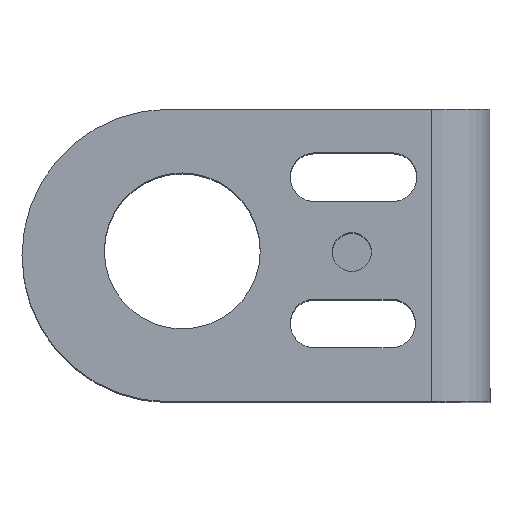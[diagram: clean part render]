
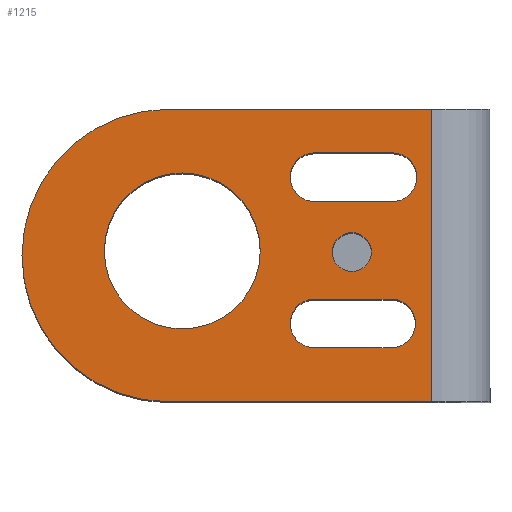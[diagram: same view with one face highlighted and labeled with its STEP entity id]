
A CAD part, top view. The second image highlights one B-rep face of the part: STEP entity #1215.
In plain terms, the highlighted face is planar.
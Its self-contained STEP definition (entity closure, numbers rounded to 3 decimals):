
#30=FACE_BOUND('',#220,.T.);
#31=FACE_BOUND('',#221,.T.);
#32=FACE_BOUND('',#222,.T.);
#33=FACE_BOUND('',#223,.T.);
#80=PLANE('',#1356);
#144=FACE_OUTER_BOUND('',#219,.T.);
#219=EDGE_LOOP('',(#1053,#1054,#1055,#1056));
#220=EDGE_LOOP('',(#1057));
#221=EDGE_LOOP('',(#1058));
#222=EDGE_LOOP('',(#1059,#1060,#1061,#1062));
#223=EDGE_LOOP('',(#1063,#1064,#1065,#1066));
#291=LINE('',#1882,#396);
#299=LINE('',#1909,#404);
#307=LINE('',#1930,#412);
#315=LINE('',#1957,#420);
#324=LINE('',#1991,#429);
#340=LINE('',#2036,#445);
#345=LINE('',#2052,#450);
#396=VECTOR('',#1523,10.);
#404=VECTOR('',#1553,10.);
#412=VECTOR('',#1571,10.);
#420=VECTOR('',#1601,10.);
#429=VECTOR('',#1638,4.32);
#445=VECTOR('',#1686,10.);
#450=VECTOR('',#1705,10.);
#460=CIRCLE('',#1242,2.);
#489=CIRCLE('',#1296,2.5);
#493=CIRCLE('',#1304,2.5);
#497=CIRCLE('',#1312,2.5);
#501=CIRCLE('',#1320,2.5);
#505=CIRCLE('',#1326,8.);
#507=CIRCLE('',#1330,15.);
#522=VERTEX_POINT('',#1740);
#570=VERTEX_POINT('',#1879);
#571=VERTEX_POINT('',#1881);
#575=VERTEX_POINT('',#1893);
#579=VERTEX_POINT('',#1908);
#586=VERTEX_POINT('',#1927);
#587=VERTEX_POINT('',#1929);
#591=VERTEX_POINT('',#1941);
#595=VERTEX_POINT('',#1956);
#599=VERTEX_POINT('',#1971);
#604=VERTEX_POINT('',#1984);
#605=VERTEX_POINT('',#1985);
#606=VERTEX_POINT('',#1990);
#619=VERTEX_POINT('',#2035);
#630=EDGE_CURVE('',#522,#522,#460,.T.);
#699=EDGE_CURVE('',#571,#570,#291,.T.);
#705=EDGE_CURVE('',#575,#571,#489,.T.);
#713=EDGE_CURVE('',#579,#575,#299,.T.);
#716=EDGE_CURVE('',#570,#579,#493,.T.);
#723=EDGE_CURVE('',#587,#586,#307,.T.);
#729=EDGE_CURVE('',#591,#587,#497,.T.);
#737=EDGE_CURVE('',#595,#591,#315,.T.);
#740=EDGE_CURVE('',#586,#595,#501,.T.);
#746=EDGE_CURVE('',#599,#599,#505,.T.);
#751=EDGE_CURVE('',#604,#605,#507,.T.);
#754=EDGE_CURVE('',#606,#605,#324,.T.);
#776=EDGE_CURVE('',#619,#606,#340,.T.);
#785=EDGE_CURVE('',#604,#619,#345,.T.);
#1053=ORIENTED_EDGE('',*,*,#751,.F.);
#1054=ORIENTED_EDGE('',*,*,#785,.T.);
#1055=ORIENTED_EDGE('',*,*,#776,.T.);
#1056=ORIENTED_EDGE('',*,*,#754,.T.);
#1057=ORIENTED_EDGE('',*,*,#746,.T.);
#1058=ORIENTED_EDGE('',*,*,#630,.T.);
#1059=ORIENTED_EDGE('',*,*,#713,.T.);
#1060=ORIENTED_EDGE('',*,*,#705,.T.);
#1061=ORIENTED_EDGE('',*,*,#699,.T.);
#1062=ORIENTED_EDGE('',*,*,#716,.T.);
#1063=ORIENTED_EDGE('',*,*,#737,.T.);
#1064=ORIENTED_EDGE('',*,*,#729,.T.);
#1065=ORIENTED_EDGE('',*,*,#723,.T.);
#1066=ORIENTED_EDGE('',*,*,#740,.T.);
#1215=ADVANCED_FACE('',(#144,#30,#31,#32,#33),#80,.T.);
#1242=AXIS2_PLACEMENT_3D('',#1741,#1382,#1383);
#1296=AXIS2_PLACEMENT_3D('',#1894,#1536,#1537);
#1304=AXIS2_PLACEMENT_3D('',#1913,#1559,#1560);
#1312=AXIS2_PLACEMENT_3D('',#1942,#1584,#1585);
#1320=AXIS2_PLACEMENT_3D('',#1961,#1607,#1608);
#1326=AXIS2_PLACEMENT_3D('',#1973,#1621,#1622);
#1330=AXIS2_PLACEMENT_3D('',#1986,#1632,#1633);
#1356=AXIS2_PLACEMENT_3D('',#2055,#1709,#1710);
#1382=DIRECTION('center_axis',(0.,-1.,0.));
#1383=DIRECTION('ref_axis',(1.,0.,0.));
#1523=DIRECTION('',(-1.,0.,0.));
#1536=DIRECTION('center_axis',(0.,-1.,0.));
#1537=DIRECTION('ref_axis',(0.,0.,
-1.));
#1553=DIRECTION('',(1.,0.,0.));
#1559=DIRECTION('center_axis',(0.,-1.,0.));
#1560=DIRECTION('ref_axis',(0.,0.,1.));
#1571=DIRECTION('',(-1.,0.,0.));
#1584=DIRECTION('center_axis',(0.,-1.,0.));
#1585=DIRECTION('ref_axis',(0.,0.,
-1.));
#1601=DIRECTION('',(1.,0.,0.));
#1607=DIRECTION('center_axis',(0.,-1.,0.));
#1608=DIRECTION('ref_axis',(0.,0.,1.));
#1621=DIRECTION('center_axis',(0.,-1.,0.));
#1622=DIRECTION('ref_axis',(1.,0.,0.));
#1632=DIRECTION('center_axis',(0.,-1.,0.));
#1633=DIRECTION('ref_axis',(-0.707,0.,0.707));
#1638=DIRECTION('',(-1.,0.,0.));
#1686=DIRECTION('',(0.,0.,-1.));
#1705=DIRECTION('',(1.,0.,0.));
#1709=DIRECTION('center_axis',(0.,1.,0.));
#1710=DIRECTION('ref_axis',(0.,0.,-1.));
#1740=CARTESIAN_POINT('',(22.828,-55.404,77.679));
#1741=CARTESIAN_POINT('Origin',(24.828,-55.404,77.679));
#1879=CARTESIAN_POINT('',(21.,-55.404,87.5));
#1881=CARTESIAN_POINT('',(28.852,-55.404,87.5));
#1882=CARTESIAN_POINT('',(18.196,-55.404,87.5));
#1893=CARTESIAN_POINT('',(28.852,-55.404,82.5));
#1894=CARTESIAN_POINT('Origin',(28.852,-55.404,85.));
#1908=CARTESIAN_POINT('',(21.,-55.404,82.5));
#1909=CARTESIAN_POINT('',(22.123,-55.404,82.5));
#1913=CARTESIAN_POINT('Origin',(21.,-55.404,85.));
#1927=CARTESIAN_POINT('',(21.,-55.404,72.5));
#1929=CARTESIAN_POINT('',(29.,-55.404,72.5));
#1930=CARTESIAN_POINT('',(18.196,-55.404,72.5));
#1941=CARTESIAN_POINT('',(29.,-55.404,67.5));
#1942=CARTESIAN_POINT('Origin',(29.,-55.404,70.));
#1956=CARTESIAN_POINT('',(21.,-55.404,67.5));
#1957=CARTESIAN_POINT('',(22.196,-55.404,67.5));
#1961=CARTESIAN_POINT('Origin',(21.,-55.404,70.));
#1971=CARTESIAN_POINT('',(-0.562,-55.404,77.561));
#1973=CARTESIAN_POINT('Origin',(7.438,-55.404,77.561));
#1984=CARTESIAN_POINT('',(6.,-55.404,93.029));
#1985=CARTESIAN_POINT('',(6.,-55.404,63.029));
#1986=CARTESIAN_POINT('Origin',(6.,-55.404,78.029));
#1990=CARTESIAN_POINT('',(33.,-55.404,63.029));
#1991=CARTESIAN_POINT('',(46.572,-55.404,63.029));
#2035=CARTESIAN_POINT('',(33.,-55.404,93.029));
#2036=CARTESIAN_POINT('',(33.,-55.404,78.029));
#2052=CARTESIAN_POINT('',(33.,-55.404,93.029));
#2055=CARTESIAN_POINT('Origin',(15.393,-55.404,78.029));
